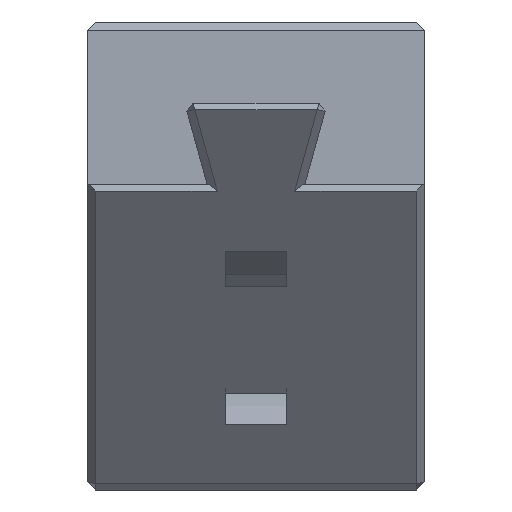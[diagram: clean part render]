
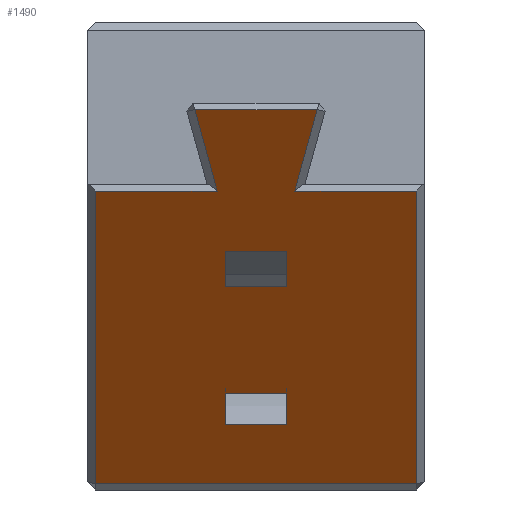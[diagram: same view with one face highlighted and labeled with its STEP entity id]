
A CAD part, front view. The second image highlights one B-rep face of the part: STEP entity #1490.
In plain terms, the highlighted planar face has unit normal (0, -0.766, -0.643).
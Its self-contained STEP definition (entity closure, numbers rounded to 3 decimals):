
#31=FACE_BOUND('',#275,.T.);
#32=FACE_BOUND('',#276,.T.);
#90=PLANE('',#1611);
#176=FACE_OUTER_BOUND('',#274,.T.);
#274=EDGE_LOOP('',(#1295,#1296,#1297,#1298,#1299,#1300,#1301,#1302));
#275=EDGE_LOOP('',(#1303,#1304,#1305,#1306));
#276=EDGE_LOOP('',(#1307,#1308,#1309,#1310));
#353=LINE('',#2201,#532);
#365=LINE('',#2226,#544);
#376=LINE('',#2248,#555);
#387=LINE('',#2268,#566);
#403=LINE('',#2300,#582);
#409=LINE('',#2310,#588);
#418=LINE('',#2328,#597);
#428=LINE('',#2347,#607);
#451=LINE('',#2393,#630);
#452=LINE('',#2395,#631);
#453=LINE('',#2397,#632);
#454=LINE('',#2398,#633);
#455=LINE('',#2401,#634);
#456=LINE('',#2403,#635);
#457=LINE('',#2405,#636);
#458=LINE('',#2406,#637);
#532=VECTOR('',#1767,10.);
#544=VECTOR('',#1789,10.);
#555=VECTOR('',#1808,10.);
#566=VECTOR('',#1825,10.);
#582=VECTOR('',#1859,10.);
#588=VECTOR('',#1871,10.);
#597=VECTOR('',#1890,10.);
#607=VECTOR('',#1910,10.);
#630=VECTOR('',#1961,10.);
#631=VECTOR('',#1962,10.);
#632=VECTOR('',#1963,10.);
#633=VECTOR('',#1964,10.);
#634=VECTOR('',#1965,10.);
#635=VECTOR('',#1966,10.);
#636=VECTOR('',#1967,10.);
#637=VECTOR('',#1968,10.);
#735=VERTEX_POINT('',#2183);
#740=VERTEX_POINT('',#2197);
#747=VERTEX_POINT('',#2223);
#748=VERTEX_POINT('',#2225);
#753=VERTEX_POINT('',#2242);
#754=VERTEX_POINT('',#2246);
#755=VERTEX_POINT('',#2247);
#761=VERTEX_POINT('',#2263);
#785=VERTEX_POINT('',#2391);
#786=VERTEX_POINT('',#2392);
#787=VERTEX_POINT('',#2394);
#788=VERTEX_POINT('',#2396);
#789=VERTEX_POINT('',#2399);
#790=VERTEX_POINT('',#2400);
#791=VERTEX_POINT('',#2402);
#792=VERTEX_POINT('',#2404);
#871=EDGE_CURVE('',#735,#740,#353,.T.);
#883=EDGE_CURVE('',#747,#748,#365,.T.);
#894=EDGE_CURVE('',#754,#755,#376,.T.);
#905=EDGE_CURVE('',#761,#753,#387,.T.);
#921=EDGE_CURVE('',#755,#761,#403,.T.);
#927=EDGE_CURVE('',#753,#747,#409,.T.);
#936=EDGE_CURVE('',#740,#754,#418,.T.);
#946=EDGE_CURVE('',#748,#735,#428,.T.);
#969=EDGE_CURVE('',#785,#786,#451,.T.);
#970=EDGE_CURVE('',#786,#787,#452,.T.);
#971=EDGE_CURVE('',#787,#788,#453,.T.);
#972=EDGE_CURVE('',#788,#785,#454,.T.);
#973=EDGE_CURVE('',#789,#790,#455,.T.);
#974=EDGE_CURVE('',#790,#791,#456,.T.);
#975=EDGE_CURVE('',#791,#792,#457,.T.);
#976=EDGE_CURVE('',#792,#789,#458,.T.);
#1295=ORIENTED_EDGE('',*,*,#905,.F.);
#1296=ORIENTED_EDGE('',*,*,#921,.F.);
#1297=ORIENTED_EDGE('',*,*,#894,.F.);
#1298=ORIENTED_EDGE('',*,*,#936,.F.);
#1299=ORIENTED_EDGE('',*,*,#871,.F.);
#1300=ORIENTED_EDGE('',*,*,#946,.F.);
#1301=ORIENTED_EDGE('',*,*,#883,.F.);
#1302=ORIENTED_EDGE('',*,*,#927,.F.);
#1303=ORIENTED_EDGE('',*,*,#969,.T.);
#1304=ORIENTED_EDGE('',*,*,#970,.T.);
#1305=ORIENTED_EDGE('',*,*,#971,.T.);
#1306=ORIENTED_EDGE('',*,*,#972,.T.);
#1307=ORIENTED_EDGE('',*,*,#973,.T.);
#1308=ORIENTED_EDGE('',*,*,#974,.T.);
#1309=ORIENTED_EDGE('',*,*,#975,.T.);
#1310=ORIENTED_EDGE('',*,*,#976,.T.);
#1490=ADVANCED_FACE('',(#176,#31,#32),#90,.T.);
#1611=AXIS2_PLACEMENT_3D('',#2390,#1959,#1960);
#1767=DIRECTION('',(1.,0.,0.));
#1789=DIRECTION('',(1.,0.,0.));
#1808=DIRECTION('',(1.,0.,0.));
#1825=DIRECTION('',(-1.,0.,0.));
#1859=DIRECTION('',(0.,0.643,-0.766));
#1871=DIRECTION('',(0.,-0.643,0.766));
#1890=DIRECTION('',(-0.206,0.629,-0.75));
#1910=DIRECTION('',(-0.206,-0.629,0.75));
#1959=DIRECTION('center_axis',(0.,-0.766,-0.643));
#1960=DIRECTION('ref_axis',(0.,0.643,-0.766));
#1961=DIRECTION('',(0.,-0.643,0.766));
#1962=DIRECTION('',(1.,0.,0.));
#1963=DIRECTION('',(0.,0.643,-0.766));
#1964=DIRECTION('',(-1.,0.,0.));
#1965=DIRECTION('',(0.,-0.643,0.766));
#1966=DIRECTION('',(1.,0.,0.));
#1967=DIRECTION('',(0.,0.643,-0.766));
#1968=DIRECTION('',(-1.,0.,0.));
#2183=CARTESIAN_POINT('',(-3.007,-53.099,18.694));
#2197=CARTESIAN_POINT('',(3.007,-53.099,18.694));
#2201=CARTESIAN_POINT('',(1.75,-53.099,18.694));
#2223=CARTESIAN_POINT('',(-7.9,-49.743,14.694));
#2225=CARTESIAN_POINT('',(-1.907,-49.743,14.694));
#2226=CARTESIAN_POINT('',(0.,-49.743,14.694));
#2242=CARTESIAN_POINT('',(-7.9,-37.671,0.306));
#2246=CARTESIAN_POINT('',(1.907,-49.743,14.694));
#2247=CARTESIAN_POINT('',(7.9,-49.743,14.694));
#2248=CARTESIAN_POINT('',(0.,-49.743,14.694));
#2263=CARTESIAN_POINT('',(7.9,-37.671,0.306));
#2268=CARTESIAN_POINT('',(0.,-37.671,0.306));
#2300=CARTESIAN_POINT('',(7.9,-43.974,7.818));
#2310=CARTESIAN_POINT('',(-7.9,-43.974,7.818));
#2328=CARTESIAN_POINT('',(0.467,-45.348,9.456));
#2347=CARTESIAN_POINT('',(-0.799,-46.362,10.664));
#2390=CARTESIAN_POINT('Origin',(0.,-50.,15.));
#2391=CARTESIAN_POINT('',(-1.5,-45.79,9.982));
#2392=CARTESIAN_POINT('',(-1.5,-47.243,11.714));
#2393=CARTESIAN_POINT('',(-1.5,-46.837,11.23));
#2394=CARTESIAN_POINT('',(1.5,-47.243,11.714));
#2395=CARTESIAN_POINT('',(0.,-47.243,11.714));
#2396=CARTESIAN_POINT('',(1.5,-45.79,9.982));
#2397=CARTESIAN_POINT('',(1.5,-46.837,11.23));
#2398=CARTESIAN_POINT('',(0.,-45.79,9.982));
#2399=CARTESIAN_POINT('',(-1.5,-40.104,3.206));
#2400=CARTESIAN_POINT('',(-1.5,-41.414,4.767));
#2401=CARTESIAN_POINT('',(-1.5,-46.837,11.23));
#2402=CARTESIAN_POINT('',(1.5,-41.414,4.767));
#2403=CARTESIAN_POINT('',(0.,-41.414,4.767));
#2404=CARTESIAN_POINT('',(1.5,-40.104,3.206));
#2405=CARTESIAN_POINT('',(1.5,-46.837,11.23));
#2406=CARTESIAN_POINT('',(0.,-40.104,3.206));
